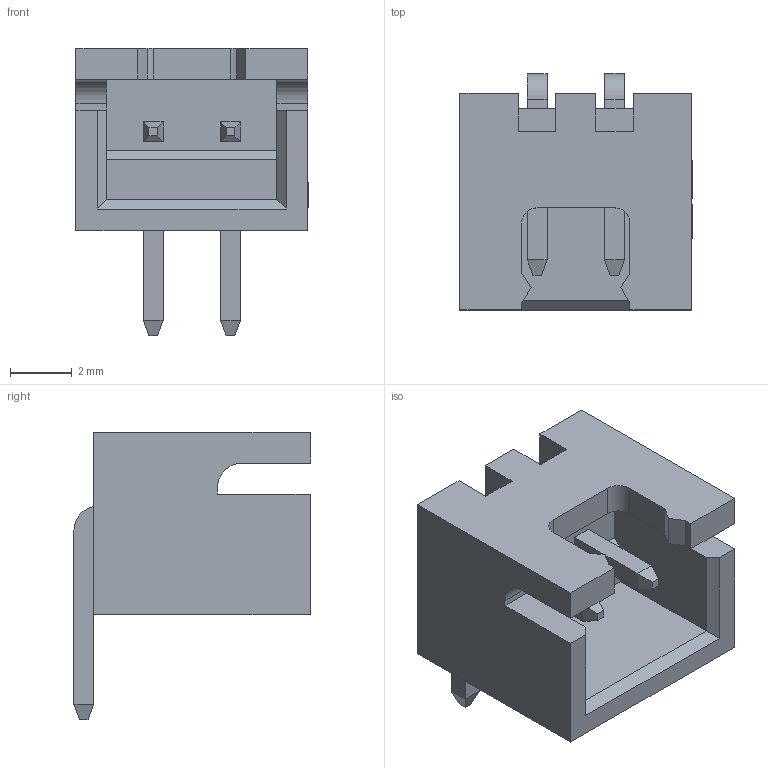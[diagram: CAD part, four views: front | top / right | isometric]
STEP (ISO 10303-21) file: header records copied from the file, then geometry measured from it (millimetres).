
FILE_DESCRIPTION (( 'STEP AP214' ), '1' );
FILE_NAME ('CONN-TH_2P-P2.50_ZX-XH2.54-2PWZ.STEP', '2023-08-04T14:39:57', ( '' ), ( '' ), 'SwSTEP 2.0', 'SolidWorks 2020', '' );
FILE_SCHEMA (( 'AUTOMOTIVE_DESIGN' ));
Length unit declared in the file: millimetre
Products named in the file (1): CONN-TH_2P-P2.50_ZX-XH2.54-2PWZ
Bounding box: 7.51 x 7.64 x 9.3 mm (x, y, z)
Volume: 195.9 mm3; surface area: 405.1 mm2
Topology: 1 solids, 1 shells, 315 faces, 852 edges, 562 vertices
Faces by surface type: plane 209, bspline 98, cylinder 8
Entity records: 13789 total; most frequent: CARTESIAN_POINT 3036, ORIENTED_EDGE 1704, DIRECTION 1104, EDGE_CURVE 852, VECTOR 636, LINE 636, VERTEX_POINT 562, EDGE_LOOP 338
